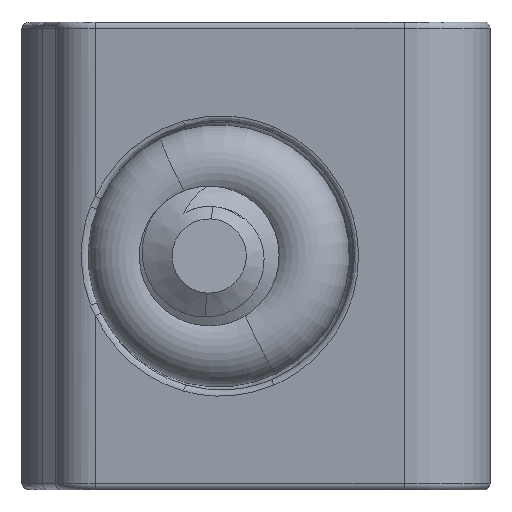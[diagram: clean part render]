
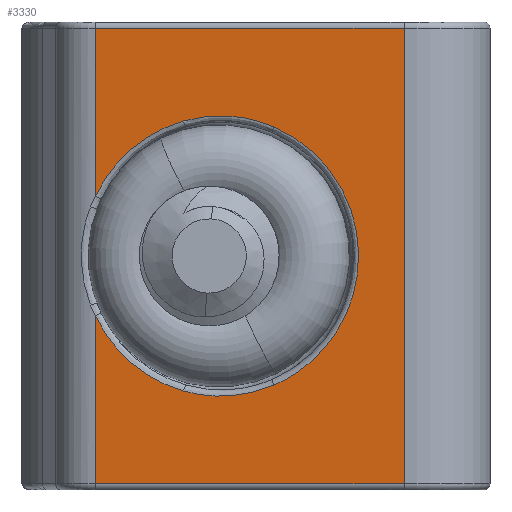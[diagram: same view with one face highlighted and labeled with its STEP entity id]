
A CAD part, front view. The second image highlights one B-rep face of the part: STEP entity #3330.
In plain terms, the highlighted planar face has unit normal (-0.147, -0.989, 0).
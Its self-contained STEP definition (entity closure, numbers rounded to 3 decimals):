
#1 = EDGE_CURVE ( 'NONE', #3122, #5445, #2306, .T. ) ;
#39 = B_SPLINE_CURVE_WITH_KNOTS ( 'NONE', 3,
 ( #624, #5317, #4298, #1174, #4830, #1693, #5360, #2215, #5880, #2737 ),
 .UNSPECIFIED., .F., .F.,
 ( 4, 2, 2, 2, 4 ),
 ( 0., 0.001, 0.001, 0.002, 0.002 ),
 .UNSPECIFIED. ) ;
#154 = CARTESIAN_POINT ( 'NONE',  ( 1.494, -4.511, -4.763 ) ) ;
#156 = CARTESIAN_POINT ( 'NONE',  ( 1.687, -4.539, -1.575 ) ) ;
#189 = VERTEX_POINT ( 'NONE', #3601 ) ;
#212 = EDGE_CURVE ( 'NONE', #2625, #2309, #2534, .T. ) ;
#228 = CARTESIAN_POINT ( 'NONE',  ( 3.29, -4.778, 2.748 ) ) ;
#259 = CARTESIAN_POINT ( 'NONE',  ( 0.771, -4.403, -4.636 ) ) ;
#390 = CARTESIAN_POINT ( 'NONE',  ( 4.532, -4.962, -2.827 ) ) ;
#556 = DIRECTION ( 'NONE',  ( 0., 0., 1. ) ) ;
#568 = B_SPLINE_CURVE_WITH_KNOTS ( 'NONE', 3,
 ( #661, #5388, #2248, #5902, #2763, #6422, #3278, #156, #3802, #690 ),
 .UNSPECIFIED., .F., .F.,
 ( 4, 2, 2, 2, 4 ),
 ( 0., 0.001, 0.001, 0.002, 0.002 ),
 .UNSPECIFIED. ) ;
#624 = CARTESIAN_POINT ( 'NONE',  ( 1.494, -4.511, 1.213 ) ) ;
#661 = CARTESIAN_POINT ( 'NONE',  ( 3.29, -4.778, -2.748 ) ) ;
#684 = ORIENTED_EDGE ( 'NONE', *, *, #212, .T. ) ;
#690 = CARTESIAN_POINT ( 'NONE',  ( 1.494, -4.511, -1.213 ) ) ;
#807 = CARTESIAN_POINT ( 'NONE',  ( 5.125, -5.05, 2.63 ) ) ;
#869 = CARTESIAN_POINT ( 'NONE',  ( 5.125, -5.05, -2.63 ) ) ;
#905 = PLANE ( 'NONE',  #5261 ) ;
#922 = VECTOR ( 'NONE', #6232, 1000. ) ;
#927 = CARTESIAN_POINT ( 'NONE',  ( 3.903, -4.869, -2.867 ) ) ;
#1041 = ORIENTED_EDGE ( 'NONE', *, *, #1, .T. ) ;
#1049 = ORIENTED_EDGE ( 'NONE', *, *, #4004, .T. ) ;
#1145 = VECTOR ( 'NONE', #2244, 1000. ) ;
#1174 = CARTESIAN_POINT ( 'NONE',  ( 1.935, -4.576, 1.9 ) ) ;
#1185 = LINE ( 'NONE', #3365, #4866 ) ;
#1421 = DIRECTION ( 'NONE',  ( 0.989, -0.147, 0. ) ) ;
#1446 = CARTESIAN_POINT ( 'NONE',  ( 3.29, -4.778, -2.748 ) ) ;
#1503 = FACE_OUTER_BOUND ( 'NONE', #6392, .T. ) ;
#1575 = B_SPLINE_CURVE_WITH_KNOTS ( 'NONE', 3,
 ( #4541, #3470, #390, #927, #4585, #1446 ),
 .UNSPECIFIED., .F., .F.,
 ( 4, 2, 4 ),
 ( 0., 0.001, 0.002 ),
 .UNSPECIFIED. ) ;
#1693 = CARTESIAN_POINT ( 'NONE',  ( 2.382, -4.643, 2.31 ) ) ;
#1836 = CARTESIAN_POINT ( 'NONE',  ( 7.819, -5.451, -1.476 ) ) ;
#2079 = ORIENTED_EDGE ( 'NONE', *, *, #6677, .T. ) ;
#2215 = CARTESIAN_POINT ( 'NONE',  ( 2.907, -4.721, 2.617 ) ) ;
#2244 = DIRECTION ( 'NONE',  ( 0., 0., -1. ) ) ;
#2248 = CARTESIAN_POINT ( 'NONE',  ( 2.907, -4.721, -2.617 ) ) ;
#2306 = LINE ( 'NONE', #4687, #922 ) ;
#2309 = VERTEX_POINT ( 'NONE', #3088 ) ;
#2328 = DIRECTION ( 'NONE',  ( 0.989, -0.147, 0. ) ) ;
#2368 = CARTESIAN_POINT ( 'NONE',  ( 7.777, -5.444, -4.636 ) ) ;
#2534 = LINE ( 'NONE', #3669, #3921 ) ;
#2561 = VERTEX_POINT ( 'NONE', #4357 ) ;
#2595 = ORIENTED_EDGE ( 'NONE', *, *, #6188, .T. ) ;
#2625 = VERTEX_POINT ( 'NONE', #2368 ) ;
#2640 = CARTESIAN_POINT ( 'NONE',  ( 1.494, -4.511, 4.635 ) ) ;
#2682 = LINE ( 'NONE', #154, #1145 ) ;
#2694 = EDGE_CURVE ( 'NONE', #4791, #5136, #1575, .T. ) ;
#2737 = CARTESIAN_POINT ( 'NONE',  ( 3.29, -4.778, 2.748 ) ) ;
#2763 = CARTESIAN_POINT ( 'NONE',  ( 2.382, -4.643, -2.31 ) ) ;
#2857 = CARTESIAN_POINT ( 'NONE',  ( 4.532, -4.962, 2.827 ) ) ;
#2974 = CARTESIAN_POINT ( 'NONE',  ( 0.771, -4.403, -4.763 ) ) ;
#3052 = CARTESIAN_POINT ( 'NONE',  ( 1.494, -4.511, -1.213 ) ) ;
#3088 = CARTESIAN_POINT ( 'NONE',  ( 7.777, -5.444, 4.635 ) ) ;
#3116 = ORIENTED_EDGE ( 'NONE', *, *, #6099, .T. ) ;
#3122 = VERTEX_POINT ( 'NONE', #3052 ) ;
#3173 = CARTESIAN_POINT ( 'NONE',  ( 1.494, -4.511, -4.636 ) ) ;
#3278 = CARTESIAN_POINT ( 'NONE',  ( 1.935, -4.576, -1.9 ) ) ;
#3330 = ADVANCED_FACE ( 'NONE', ( #1503 ), #905, .T. ) ;
#3365 = CARTESIAN_POINT ( 'NONE',  ( 1.494, -4.511, 4.635 ) ) ;
#3382 = CARTESIAN_POINT ( 'NONE',  ( 5.125, -5.05, 2.63 ) ) ;
#3470 = CARTESIAN_POINT ( 'NONE',  ( 4.835, -5.007, -2.754 ) ) ;
#3475 = ORIENTED_EDGE ( 'NONE', *, *, #3753, .T. ) ;
#3601 = CARTESIAN_POINT ( 'NONE',  ( 3.29, -4.778, 2.748 ) ) ;
#3669 = CARTESIAN_POINT ( 'NONE',  ( 7.777, -5.444, -4.763 ) ) ;
#3753 = EDGE_CURVE ( 'NONE', #5789, #4791, #5127, .T. ) ;
#3802 = CARTESIAN_POINT ( 'NONE',  ( 1.581, -4.524, -1.399 ) ) ;
#3885 = CARTESIAN_POINT ( 'NONE',  ( 3.594, -4.823, 2.834 ) ) ;
#3894 = DIRECTION ( 'NONE',  ( -0.989, 0.147, 0. ) ) ;
#3914 = CARTESIAN_POINT ( 'NONE',  ( 7.819, -5.451, 1.476 ) ) ;
#3921 = VECTOR ( 'NONE', #556, 1000. ) ;
#4004 = EDGE_CURVE ( 'NONE', #189, #5789, #5217, .T. ) ;
#4100 = ORIENTED_EDGE ( 'NONE', *, *, #2694, .T. ) ;
#4298 = CARTESIAN_POINT ( 'NONE',  ( 1.687, -4.539, 1.575 ) ) ;
#4357 = CARTESIAN_POINT ( 'NONE',  ( 1.494, -4.511, 1.213 ) ) ;
#4373 = LINE ( 'NONE', #259, #5607 ) ;
#4466 = VERTEX_POINT ( 'NONE', #2640 ) ;
#4541 = CARTESIAN_POINT ( 'NONE',  ( 5.125, -5.05, -2.63 ) ) ;
#4563 = DIRECTION ( 'NONE',  ( -0.147, -0.989, 0. ) ) ;
#4585 = CARTESIAN_POINT ( 'NONE',  ( 3.594, -4.823, -2.834 ) ) ;
#4687 = CARTESIAN_POINT ( 'NONE',  ( 1.494, -4.511, -4.763 ) ) ;
#4791 = VERTEX_POINT ( 'NONE', #869 ) ;
#4830 = CARTESIAN_POINT ( 'NONE',  ( 2.074, -4.597, 2.047 ) ) ;
#4866 = VECTOR ( 'NONE', #3894, 1000. ) ;
#4868 = ORIENTED_EDGE ( 'NONE', *, *, #5158, .T. ) ;
#5127 =( BOUNDED_CURVE ( )  B_SPLINE_CURVE ( 3, ( #807, #3914, #1836, #5514 ),
 .UNSPECIFIED., .F., .T. ) 
 B_SPLINE_CURVE_WITH_KNOTS ( ( 4, 4 ),
 ( 1.972, 4.311 ),
 .UNSPECIFIED. ) 
 CURVE ( )  GEOMETRIC_REPRESENTATION_ITEM ( )  RATIONAL_B_SPLINE_CURVE ( ( 1., 0.594, 0.594, 1. ) ) 
 REPRESENTATION_ITEM ( '' )  );
#5136 = VERTEX_POINT ( 'NONE', #6505 ) ;
#5158 = EDGE_CURVE ( 'NONE', #2309, #4466, #1185, .T. ) ;
#5217 = B_SPLINE_CURVE_WITH_KNOTS ( 'NONE', 3,
 ( #228, #3885, #6003, #2857, #6519, #3382 ),
 .UNSPECIFIED., .F., .F.,
 ( 4, 2, 4 ),
 ( 0., 0.001, 0.002 ),
 .UNSPECIFIED. ) ;
#5261 = AXIS2_PLACEMENT_3D ( 'NONE', #2974, #4563, #1421 ) ;
#5317 = CARTESIAN_POINT ( 'NONE',  ( 1.581, -4.524, 1.399 ) ) ;
#5360 = CARTESIAN_POINT ( 'NONE',  ( 2.552, -4.668, 2.426 ) ) ;
#5388 = CARTESIAN_POINT ( 'NONE',  ( 3.094, -4.749, -2.692 ) ) ;
#5445 = VERTEX_POINT ( 'NONE', #3173 ) ;
#5514 = CARTESIAN_POINT ( 'NONE',  ( 5.125, -5.05, -2.63 ) ) ;
#5539 = CARTESIAN_POINT ( 'NONE',  ( 5.125, -5.05, 2.63 ) ) ;
#5607 = VECTOR ( 'NONE', #2328, 1000. ) ;
#5724 = EDGE_CURVE ( 'NONE', #5445, #2625, #4373, .T. ) ;
#5789 = VERTEX_POINT ( 'NONE', #5539 ) ;
#5880 = CARTESIAN_POINT ( 'NONE',  ( 3.094, -4.749, 2.692 ) ) ;
#5902 = CARTESIAN_POINT ( 'NONE',  ( 2.552, -4.668, -2.426 ) ) ;
#6003 = CARTESIAN_POINT ( 'NONE',  ( 3.903, -4.869, 2.867 ) ) ;
#6099 = EDGE_CURVE ( 'NONE', #2561, #189, #39, .T. ) ;
#6188 = EDGE_CURVE ( 'NONE', #4466, #2561, #2682, .T. ) ;
#6232 = DIRECTION ( 'NONE',  ( 0., 0., -1. ) ) ;
#6366 = ORIENTED_EDGE ( 'NONE', *, *, #5724, .T. ) ;
#6392 = EDGE_LOOP ( 'NONE', ( #1041, #6366, #684, #4868, #2595, #3116, #1049, #3475, #4100, #2079 ) ) ;
#6422 = CARTESIAN_POINT ( 'NONE',  ( 2.074, -4.597, -2.047 ) ) ;
#6505 = CARTESIAN_POINT ( 'NONE',  ( 3.29, -4.778, -2.748 ) ) ;
#6519 = CARTESIAN_POINT ( 'NONE',  ( 4.835, -5.007, 2.754 ) ) ;
#6677 = EDGE_CURVE ( 'NONE', #5136, #3122, #568, .T. ) ;
